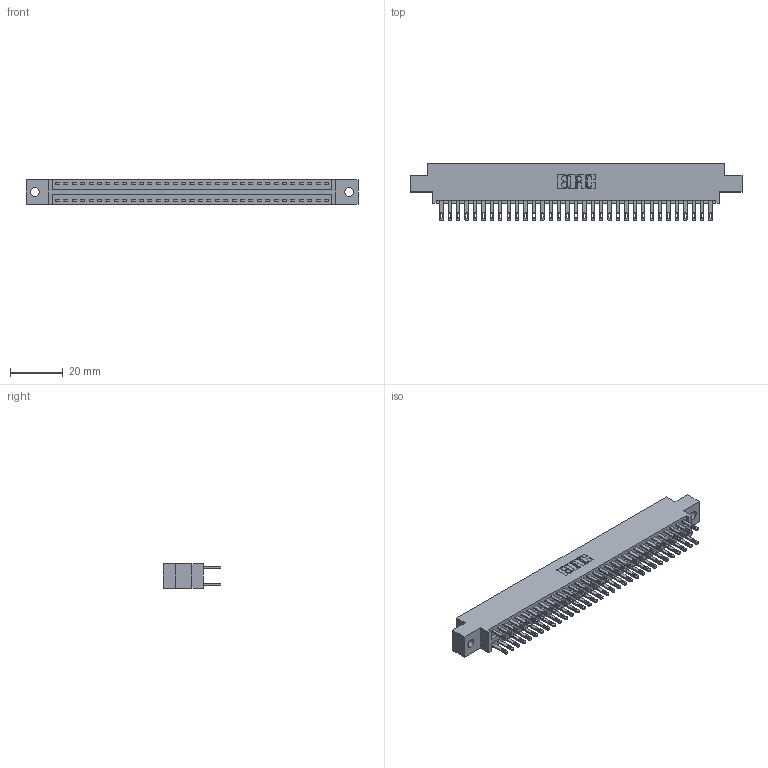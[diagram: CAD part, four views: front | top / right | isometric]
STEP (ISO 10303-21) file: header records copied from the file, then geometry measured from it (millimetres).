
FILE_DESCRIPTION (( 'STEP AP203' ), '1' );
FILE_NAME ('346-066-500-802.STEP', '2022-05-24T16:31:56', ( '' ), ( '' ), 'SwSTEP 2.0', 'SolidWorks 2020', '' );
FILE_SCHEMA (( 'CONFIG_CONTROL_DESIGN' ));
Length unit declared in the file: inch
Products named in the file (3): 346 Part_0.170 Offset - 0.128 Dia; 346-066-500-802; 345-292-001_345-293-100
Assembly tree (67 placements, depth 2):
  346-066-500-802
    346 Part_0.170 Offset - 0.128 Dia
    345-292-001_345-293-100  x66
Bounding box: 125.35 x 21.84 x 9.4 mm (x, y, z)
Volume: 12163.6 mm3; surface area: 17179.3 mm2
Topology: 67 solids, 67 shells, 3294 faces, 10043 edges, 6694 vertices
Faces by surface type: plane 1994, cylinder 1300
Entity records: 22813 total; most frequent: CARTESIAN_POINT 3772, ORIENTED_EDGE 3706, DIRECTION 3377, EDGE_CURVE 1853, VECTOR 1585, LINE 1585, VERTEX_POINT 1234, AXIS2_PLACEMENT_3D 896
